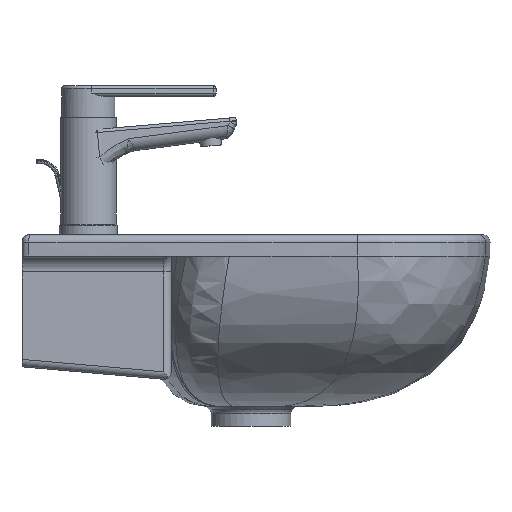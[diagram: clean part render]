
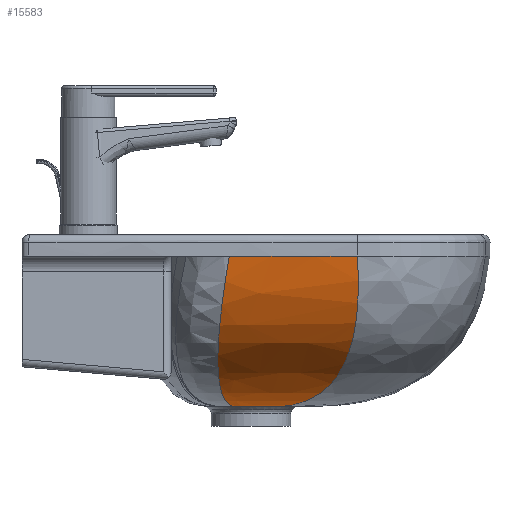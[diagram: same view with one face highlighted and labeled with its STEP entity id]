
A CAD part, left-side view. The second image highlights one B-rep face of the part: STEP entity #15583.
In plain terms, the highlighted free-form (B-spline) face has degree [3, 3] with [9, 4] control points.
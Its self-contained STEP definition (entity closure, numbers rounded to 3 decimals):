
#1213=CARTESIAN_POINT('',(-41.424,-21.468,-140.81));
#1214=VERTEX_POINT('',#1213);
#1236=CARTESIAN_POINT('',(-41.625,0.51,-140.849));
#1237=VERTEX_POINT('',#1236);
#1238=CARTESIAN_POINT('',(-41.625,0.51,-140.849));
#1239=CARTESIAN_POINT('',(-42.155,-1.618,-140.855));
#1240=CARTESIAN_POINT('',(-42.527,-3.798,-140.859));
#1241=CARTESIAN_POINT('',(-42.786,-6.58,-140.859));
#1242=CARTESIAN_POINT('',(-42.829,-7.157,-140.859));
#1243=CARTESIAN_POINT('',(-43.067,-11.613,-140.856));
#1244=CARTESIAN_POINT('',(-42.761,-15.502,-140.844));
#1245=CARTESIAN_POINT('',(-41.791,-20.026,-140.819));
#1246=CARTESIAN_POINT('',(-41.616,-20.749,-140.814));
#1247=CARTESIAN_POINT('',(-41.424,-21.468,-140.81));
#1248=B_SPLINE_CURVE_WITH_KNOTS('',3,(#1238,#1239,#1240,#1241,#1242,#1243,#1244,#1245,#1246,#1247),.UNSPECIFIED.,.F.,.U.,(4,2,2,2,4),(-2.226,-1.562,-1.388,-0.223,0.0),.UNSPECIFIED.);
#1249=EDGE_CURVE('',#1237,#1214,#1248,.T.);
#1454=CARTESIAN_POINT('',(-274.68,-110.,0.0));
#1455=VERTEX_POINT('',#1454);
#1463=CARTESIAN_POINT('',(-65.242,-32.006,-141.293));
#1464=VERTEX_POINT('',#1463);
#1465=CARTESIAN_POINT('',(-274.68,-110.,0.0));
#1466=CARTESIAN_POINT('',(-267.158,-116.183,-94.195));
#1467=CARTESIAN_POINT('',(-197.345,-90.185,-141.293));
#1468=CARTESIAN_POINT('',(-65.242,-32.006,-141.293));
#1469=B_SPLINE_CURVE_WITH_KNOTS('',3,(#1465,#1466,#1467,#1468),.UNSPECIFIED.,.F.,.U.,(4,4),(0.0,0.913),.UNSPECIFIED.);
#1470=EDGE_CURVE('',#1455,#1464,#1469,.T.);
#1472=CARTESIAN_POINT('',(-65.242,-32.006,-141.293));
#1473=CARTESIAN_POINT('',(-57.515,-28.603,-141.293));
#1474=CARTESIAN_POINT('',(-49.576,-25.091,-141.132));
#1475=CARTESIAN_POINT('',(-41.424,-21.468,-140.81));
#1476=B_SPLINE_CURVE_WITH_KNOTS('',3,(#1472,#1473,#1474,#1475),.UNSPECIFIED.,.F.,.U.,(4,4),(0.913,0.966),.UNSPECIFIED.);
#1477=EDGE_CURVE('',#1464,#1214,#1476,.T.);
#15500=CARTESIAN_POINT('',(-274.229,10.374,0.0));
#15501=VERTEX_POINT('',#15500);
#15502=CARTESIAN_POINT('',(-274.229,10.374,0.0));
#15503=CARTESIAN_POINT('',(-265.946,27.403,-99.474));
#15504=CARTESIAN_POINT('',(-188.412,24.115,-146.424));
#15505=CARTESIAN_POINT('',(-41.625,0.51,-140.849));
#15506=B_SPLINE_CURVE_WITH_KNOTS('',3,(#15502,#15503,#15504,#15505),.UNSPECIFIED.,.F.,.U.,(4,4),(0.0,0.964),.UNSPECIFIED.);
#15507=EDGE_CURVE('',#15501,#1237,#15506,.T.);
#15533=CARTESIAN_POINT('',(-274.68,-110.,0.0));
#15534=CARTESIAN_POINT('',(-274.758,-104.268,0.0));
#15535=CARTESIAN_POINT('',(-274.897,-91.821,0.0));
#15536=CARTESIAN_POINT('',(-275.009,-71.465,0.0));
#15537=CARTESIAN_POINT('',(-274.998,-50.687,0.0));
#15538=CARTESIAN_POINT('',(-274.827,-24.108,0.0));
#15539=CARTESIAN_POINT('',(-274.479,-1.742,0.0));
#15540=CARTESIAN_POINT('',(-274.277,8.082,0.0));
#15541=CARTESIAN_POINT('',(-274.229,10.374,0.0));
#15542=CARTESIAN_POINT('',(-266.717,-116.545,-99.714));
#15543=CARTESIAN_POINT('',(-266.804,-109.688,-99.714));
#15544=CARTESIAN_POINT('',(-266.956,-94.762,-99.714));
#15545=CARTESIAN_POINT('',(-267.059,-70.294,-99.714));
#15546=CARTESIAN_POINT('',(-267.004,-45.306,-99.714));
#15547=CARTESIAN_POINT('',(-266.735,-13.375,-99.714));
#15548=CARTESIAN_POINT('',(-266.253,13.358,-99.714));
#15549=CARTESIAN_POINT('',(-265.987,24.832,-99.714));
#15550=CARTESIAN_POINT('',(-265.926,27.445,-99.714));
#15551=CARTESIAN_POINT('',(-188.95,-87.028,-146.65));
#15552=CARTESIAN_POINT('',(-189.044,-81.737,-146.65));
#15553=CARTESIAN_POINT('',(-189.208,-70.208,-146.65));
#15554=CARTESIAN_POINT('',(-189.315,-51.293,-146.65));
#15555=CARTESIAN_POINT('',(-189.248,-31.973,-146.65));
#15556=CARTESIAN_POINT('',(-188.945,-7.295,-146.65));
#15557=CARTESIAN_POINT('',(-188.408,13.324,-146.65));
#15558=CARTESIAN_POINT('',(-188.108,22.113,-146.65));
#15559=CARTESIAN_POINT('',(-188.037,24.099,-146.65));
#15560=CARTESIAN_POINT('',(-41.379,-21.448,-140.808));
#15561=CARTESIAN_POINT('',(-41.478,-20.412,-140.808));
#15562=CARTESIAN_POINT('',(-41.653,-18.159,-140.808));
#15563=CARTESIAN_POINT('',(-41.778,-14.463,-140.808));
#15564=CARTESIAN_POINT('',(-41.732,-10.688,-140.808));
#15565=CARTESIAN_POINT('',(-41.458,-5.868,-140.808));
#15566=CARTESIAN_POINT('',(-40.944,-1.843,-140.808));
#15567=CARTESIAN_POINT('',(-40.637,-0.077,-140.808));
#15568=CARTESIAN_POINT('',(-40.561,0.338,-140.808));
#15569=B_SPLINE_SURFACE_WITH_KNOTS('',3,3,((#15533,#15542,#15551,#15560),(#15534,#15543,#15552,#15561),(#15535,#15544,#15553,#15562),(#15536,#15545,#15554,#15563),(#15537,#15546,#15555,#15564),(#15538,#15547,#15556,#15565),(#15539,#15548,#15557,#15566),(#15540,#15549,#15558,#15567),(#15541,#15550,#15559,#15568)),.UNSPECIFIED.,.F.,.F.,.U.,(4,1,1,1,1,1,4),(4,4),(0.0,0.143,0.286,0.429,0.571,0.857,1.0),(0.0,0.966),.UNSPECIFIED.);
#15570=ORIENTED_EDGE('',*,*,#1249,.T.);
#15571=ORIENTED_EDGE('',*,*,#1477,.F.);
#15572=ORIENTED_EDGE('',*,*,#1470,.F.);
#15573=CARTESIAN_POINT('',(3206.707,-62.862,0.0));
#15574=DIRECTION('',(0.0,0.0,1.0));
#15575=DIRECTION('',(-0.997,0.077,0.0));
#15576=AXIS2_PLACEMENT_3D('',#15573,#15574,#15575);
#15577=CIRCLE('',#15576,3481.706);
#15578=EDGE_CURVE('',#15501,#1455,#15577,.T.);
#15579=ORIENTED_EDGE('',*,*,#15578,.F.);
#15580=ORIENTED_EDGE('',*,*,#15507,.T.);
#15581=EDGE_LOOP('',(#15570,#15571,#15572,#15579,#15580));
#15582=FACE_OUTER_BOUND('',#15581,.T.);
#15583=ADVANCED_FACE('',(#15582),#15569,.T.);
